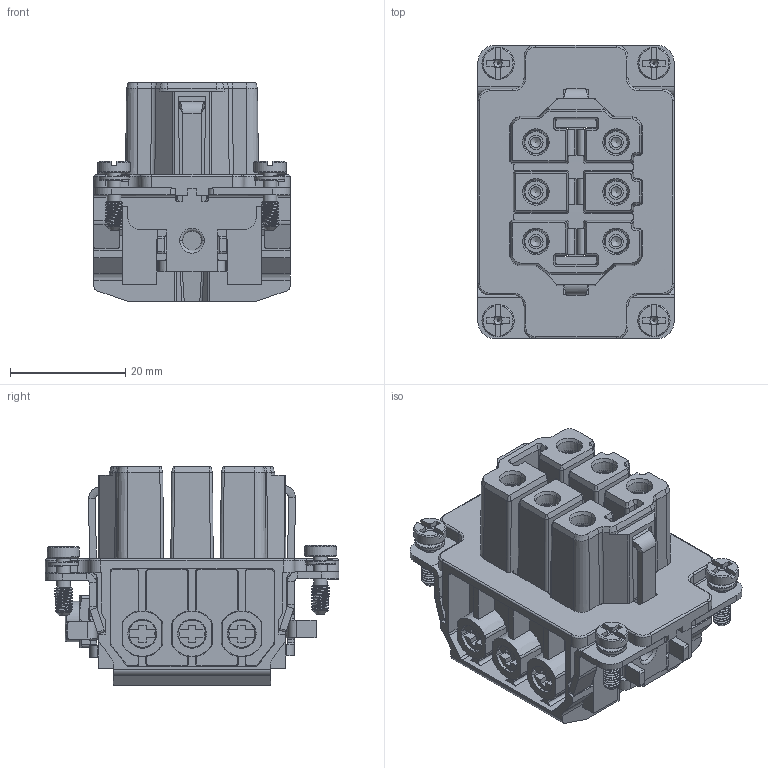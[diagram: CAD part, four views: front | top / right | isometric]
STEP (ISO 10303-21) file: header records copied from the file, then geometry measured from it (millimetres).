
FILE_DESCRIPTION(/* description */ (''),/* implementation_level */ '2;1');
FILE_NAME(/* name */ '1270060210512_01-HSC-006-F_成品_stp.stp',/* time_stamp */ '2024-04-02T18:39:35+08:00',/* author */ (''),/* organization */ (''),/* preprocessor_version */ 'ST-DEVELOPER v18.1',/* originating_system */ 'SIEMENS PLM Software NX 1980',/* authorisation */ '');
FILE_SCHEMA (('AUTOMOTIVE_DESIGN { 1 0 10303 214 3 1 1 1 }'));
Products named in the file (1): 131834A09DBDat9n
Bounding box: 34 x 50.87 x 37.9 mm (x, y, z)
Volume: 21772 mm3; surface area: 31964.7 mm2
Topology: 5 solids, 5 shells, 2636 faces, 7687 edges, 5015 vertices
Faces by surface type: plane 1396, cylinder 616, cone 408, bspline 96, revolution 72, torus 48
Full cylindrical faces by diameter (mm): 0.357 x8, 0.921 x4, 1.8 x6, 2.4 x8, 2.5 x18, 3.8 x6, 4.05 x1, 4.7 x6, 5.1 x6, 5.6 x10
Entity records: 127714 total; most frequent: CARTESIAN_POINT 43169, ORIENTED_EDGE 15008, DIRECTION 12127, EDGE_CURVE 7504, VERTEX_POINT 4967, AXIS2_PLACEMENT_3D 4256, LINE 3543, VECTOR 3543
